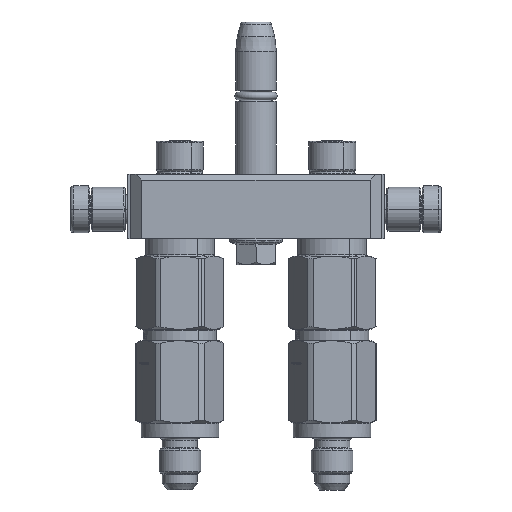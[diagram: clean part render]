
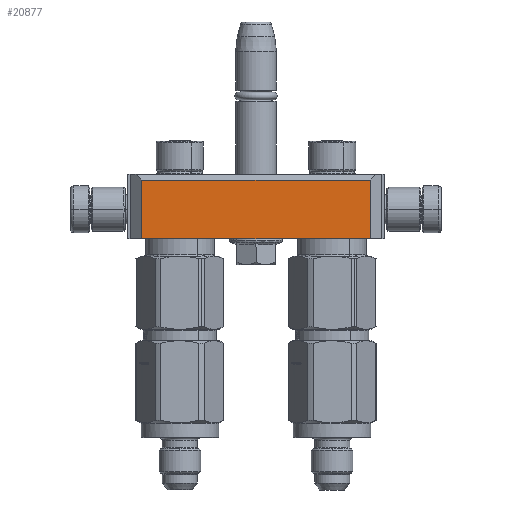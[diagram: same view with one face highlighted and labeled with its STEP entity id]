
A CAD part, left-side view. The second image highlights one B-rep face of the part: STEP entity #20877.
In plain terms, the highlighted planar face has unit normal (-1, 0, 0).
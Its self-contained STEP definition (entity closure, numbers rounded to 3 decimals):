
#2140 = VECTOR ( 'NONE', #34835, 1000. ) ;
#3589 = ORIENTED_EDGE ( 'NONE', *, *, #7150, .F. ) ;
#3717 = DIRECTION ( 'NONE',  ( 0., 0., -1. ) ) ;
#4192 = CARTESIAN_POINT ( 'NONE',  ( -40., 39., 22. ) ) ;
#4744 = VECTOR ( 'NONE', #36943, 1000. ) ;
#4950 = PLANE ( 'NONE',  #24237 ) ;
#7150 = EDGE_CURVE ( 'NONE', #15933, #48557, #24490, .T. ) ;
#7609 = CARTESIAN_POINT ( 'NONE',  ( -40., -39., 2. ) ) ;
#7864 = CARTESIAN_POINT ( 'NONE',  ( -40., 39., 2. ) ) ;
#9054 = CARTESIAN_POINT ( 'NONE',  ( -40., -39., 22. ) ) ;
#10392 = ORIENTED_EDGE ( 'NONE', *, *, #32148, .F. ) ;
#10490 = EDGE_LOOP ( 'NONE', ( #3589, #45157, #10392, #33746 ) ) ;
#11115 = VERTEX_POINT ( 'NONE', #7864 ) ;
#15933 = VERTEX_POINT ( 'NONE', #35682 ) ;
#16470 = EDGE_CURVE ( 'NONE', #15933, #11115, #35388, .T. ) ;
#17105 = EDGE_CURVE ( 'NONE', #48557, #22742, #21172, .T. ) ;
#19122 = VECTOR ( 'NONE', #31239, 1000. ) ;
#20877 = ADVANCED_FACE ( 'NONE', ( #35332 ), #4950, .T. ) ;
#21172 = LINE ( 'NONE', #38360, #38938 ) ;
#22742 = VERTEX_POINT ( 'NONE', #7609 ) ;
#23542 = DIRECTION ( 'NONE',  ( -1., 0., 0. ) ) ;
#24237 = AXIS2_PLACEMENT_3D ( 'NONE', #35114, #23542, #31339 ) ;
#24490 = LINE ( 'NONE', #4192, #2140 ) ;
#29199 = LINE ( 'NONE', #46574, #19122 ) ;
#31239 = DIRECTION ( 'NONE',  ( 0., 1., 0. ) ) ;
#31339 = DIRECTION ( 'NONE',  ( 0., -1., 0. ) ) ;
#32148 = EDGE_CURVE ( 'NONE', #22742, #11115, #29199, .T. ) ;
#33746 = ORIENTED_EDGE ( 'NONE', *, *, #17105, .F. ) ;
#34835 = DIRECTION ( 'NONE',  ( 0., -1., 0. ) ) ;
#35114 = CARTESIAN_POINT ( 'NONE',  ( -40., 44., 0. ) ) ;
#35332 = FACE_OUTER_BOUND ( 'NONE', #10490, .T. ) ;
#35388 = LINE ( 'NONE', #44884, #4744 ) ;
#35682 = CARTESIAN_POINT ( 'NONE',  ( -40., 39., 22. ) ) ;
#36943 = DIRECTION ( 'NONE',  ( 0., 0., -1. ) ) ;
#38360 = CARTESIAN_POINT ( 'NONE',  ( -40., -39., 22. ) ) ;
#38938 = VECTOR ( 'NONE', #3717, 1000. ) ;
#44884 = CARTESIAN_POINT ( 'NONE',  ( -40., 39., 22. ) ) ;
#45157 = ORIENTED_EDGE ( 'NONE', *, *, #16470, .T. ) ;
#46574 = CARTESIAN_POINT ( 'NONE',  ( -40., -39., 2. ) ) ;
#48557 = VERTEX_POINT ( 'NONE', #9054 ) ;
